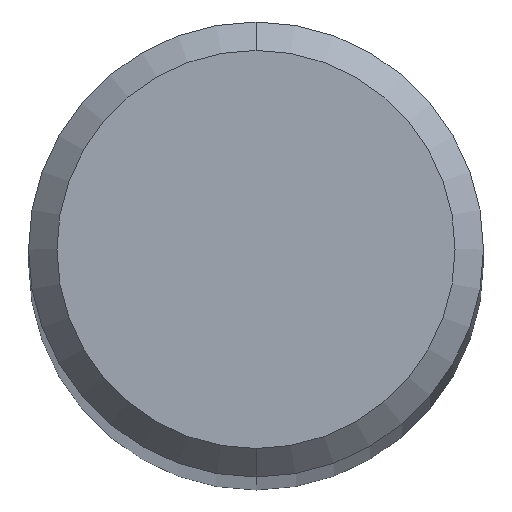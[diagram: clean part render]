
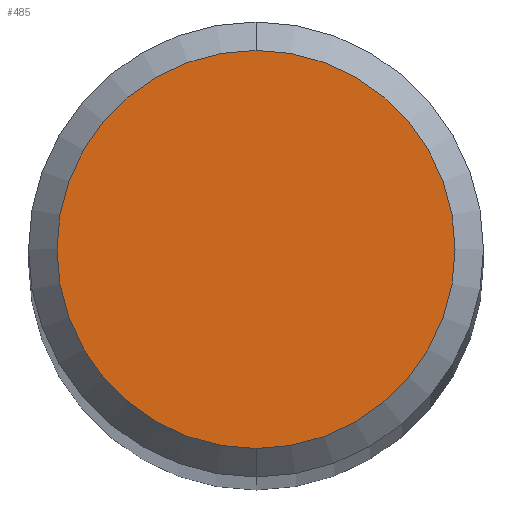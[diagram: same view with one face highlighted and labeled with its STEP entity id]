
A CAD part, top view. The second image highlights one B-rep face of the part: STEP entity #485.
In plain terms, the highlighted planar face has unit normal (0, 0, 1).
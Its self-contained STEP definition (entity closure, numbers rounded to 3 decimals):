
#263=EDGE_CURVE('',#291,#307,#656,.T.);
#291=VERTEX_POINT('',#689);
#307=VERTEX_POINT('',#706);
#321=EDGE_CURVE('',#307,#291,#720,.T.);
#485=ADVANCED_FACE('',(#906),#907,.T.);
#656=CIRCLE('',#1101,2.8);
#689=CARTESIAN_POINT('',(0.0,2.8,0.0));
#706=CARTESIAN_POINT('',(0.,-2.8,0.0));
#720=CIRCLE('',#1237,2.8);
#906=FACE_OUTER_BOUND('',#1604,.T.);
#907=PLANE('',#1605);
#1101=AXIS2_PLACEMENT_3D('',#1839,#1840,#1841);
#1237=AXIS2_PLACEMENT_3D('',#1921,#1922,#1923);
#1604=EDGE_LOOP('',(#2157,#2158));
#1605=AXIS2_PLACEMENT_3D('',#2159,#2160,#2161);
#1839=CARTESIAN_POINT('',(0.0,0.0,0.0));
#1840=DIRECTION('',(0.0,0.0,-1.0));
#1841=DIRECTION('',(0.0,1.0,0.0));
#1921=CARTESIAN_POINT('',(0.0,0.0,0.0));
#1922=DIRECTION('',(0.0,0.0,-1.0));
#1923=DIRECTION('',(0.0,1.0,0.0));
#2157=ORIENTED_EDGE('',*,*,#263,.F.);
#2158=ORIENTED_EDGE('',*,*,#321,.F.);
#2159=CARTESIAN_POINT('',(0.0,1.4,0.0));
#2160=DIRECTION('',(-0.0,0.0,1.0));
#2161=DIRECTION('',(0.0,-1.0,0.0));
